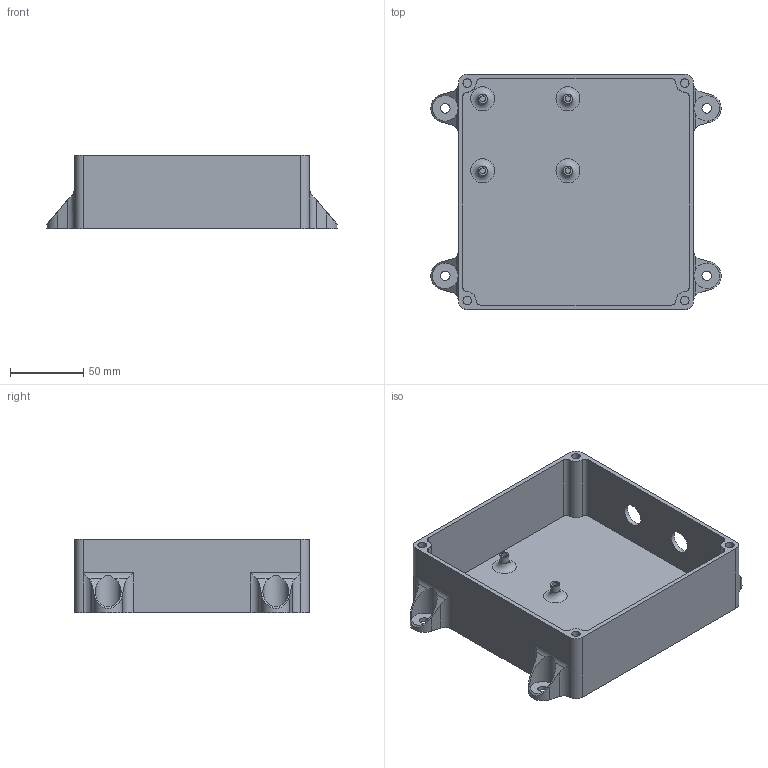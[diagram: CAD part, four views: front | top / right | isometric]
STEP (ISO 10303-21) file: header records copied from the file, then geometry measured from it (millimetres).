
FILE_DESCRIPTION(/* description */ ('STEP AP242','CAx-IF Rec.Pracs.---Representation and Presentation of Product Manufacturing Information (PMI)---4.0---2014-10-13','CAx-IF Rec.Pracs.---3D Tessellated Geometry---0.4---2014-09-14','2;1'),/* implementation_level */ '2;1');
FILE_NAME(/* name */ '67e6080a71dc3d1f1d669ba3',/* time_stamp */ '2025-03-28T02:23:06Z',/* author */ (''),/* organization */ (''),/* preprocessor_version */ 'ST-DEVELOPER v20',/* originating_system */ 'ONSHAPE BY PTC INC, 1.195',/* authorisation */ ' ');
FILE_SCHEMA (('AP242_MANAGED_MODEL_BASED_3D_ENGINEERING_MIM_LF { 1 0 10303 442 1 1 4 }'));
Length unit declared in the file: metre
Products named in the file (1): datalogger_enclosure
Bounding box: 197.48 x 160 x 50 mm (x, y, z)
Volume: 189034.8 mm3; surface area: 117083.6 mm2
Topology: 1 solids, 1 shells, 101 faces, 252 edges, 166 vertices
Faces by surface type: cylinder 54, plane 39, torus 4, bspline 4
Full cylindrical faces by diameter (mm): 3.937 x4, 5.842 x4, 6.3 x4, 6.5 x4, 15.5 x2, 17.5 x4
Entity records: 3000 total; most frequent: CARTESIAN_POINT 606, DIRECTION 520, ORIENTED_EDGE 440, EDGE_CURVE 220, AXIS2_PLACEMENT_3D 214, VERTEX_POINT 160, EDGE_LOOP 152, FACE_BOUND 152
